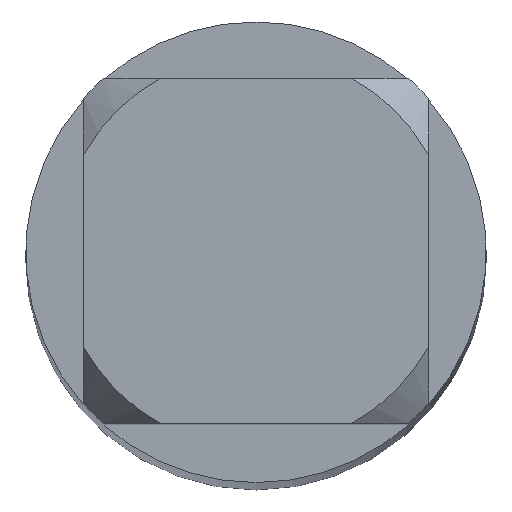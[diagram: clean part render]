
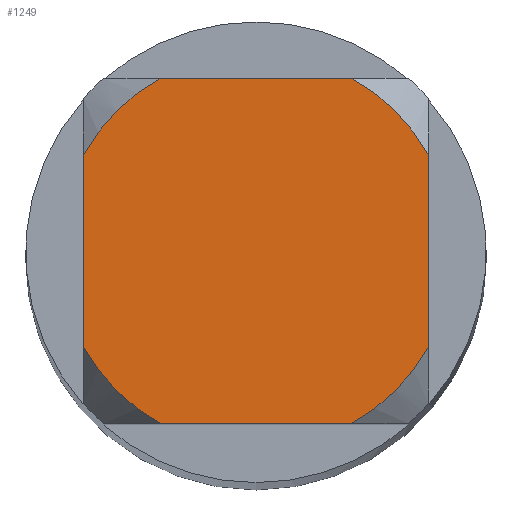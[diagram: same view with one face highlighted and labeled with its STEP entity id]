
A CAD part, top view. The second image highlights one B-rep face of the part: STEP entity #1249.
In plain terms, the highlighted planar face has unit normal (0, 0, 1).
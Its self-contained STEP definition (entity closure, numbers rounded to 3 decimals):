
#1119=VERTEX_POINT('',#3046);
#1209=EDGE_CURVE('',#1403,#2221,#3143,.T.);
#1233=VERTEX_POINT('',#3171);
#1249=ADVANCED_FACE('',(#3190),#3191,.T.);
#1305=VERTEX_POINT('',#3251);
#1331=EDGE_CURVE('',#1793,#1233,#3279,.T.);
#1403=VERTEX_POINT('',#3357);
#1777=EDGE_CURVE('',#1119,#1233,#3770,.T.);
#1793=VERTEX_POINT('',#3786);
#1839=EDGE_CURVE('',#1403,#2569,#3837,.T.);
#2069=EDGE_CURVE('',#2147,#2221,#4087,.T.);
#2147=VERTEX_POINT('',#4169);
#2221=VERTEX_POINT('',#4251);
#2285=EDGE_CURVE('',#1793,#1305,#4323,.T.);
#2569=VERTEX_POINT('',#4635);
#2583=EDGE_CURVE('',#2147,#1305,#4651,.T.);
#2613=EDGE_CURVE('',#1119,#2569,#4682,.T.);
#3046=CARTESIAN_POINT('',(0.581,1.05,0.0));
#3143=CIRCLE('',#5592,1.2);
#3171=CARTESIAN_POINT('',(-0.581,1.05,0.0));
#3190=FACE_OUTER_BOUND('',#5689,.T.);
#3191=PLANE('',#5690);
#3251=CARTESIAN_POINT('',(-1.05,-0.581,0.0));
#3279=CIRCLE('',#5859,1.2);
#3357=CARTESIAN_POINT('',(1.05,-0.581,0.0));
#3770=LINE('',#7078,#7079);
#3786=CARTESIAN_POINT('',(-1.05,0.581,0.0));
#3837=LINE('',#7215,#7216);
#4087=LINE('',#7839,#7840);
#4169=CARTESIAN_POINT('',(-0.581,-1.05,0.0));
#4251=CARTESIAN_POINT('',(0.581,-1.05,0.0));
#4323=LINE('',#8359,#8360);
#4635=CARTESIAN_POINT('',(1.05,0.581,0.0));
#4651=CIRCLE('',#9404,1.2);
#4682=CIRCLE('',#9491,1.2);
#5592=AXIS2_PLACEMENT_3D('',#10283,#10284,#10285);
#5689=EDGE_LOOP('',(#10350,#10351,#10352,#10353,#10354,#10355,#10356,#10357));
#5690=AXIS2_PLACEMENT_3D('',#10358,#10359,#10360);
#5859=AXIS2_PLACEMENT_3D('',#10450,#10451,#10452);
#7078=CARTESIAN_POINT('',(0.0,1.05,0.0));
#7079=VECTOR('',#11006,1.0);
#7215=CARTESIAN_POINT('',(1.05,0.3,0.0));
#7216=VECTOR('',#11089,1.0);
#7839=CARTESIAN_POINT('',(0.0,-1.05,0.0));
#7840=VECTOR('',#11344,1.0);
#8359=CARTESIAN_POINT('',(-1.05,0.3,0.0));
#8360=VECTOR('',#11603,1.0);
#9404=AXIS2_PLACEMENT_3D('',#12087,#12088,#12089);
#9491=AXIS2_PLACEMENT_3D('',#12110,#12111,#12112);
#10283=CARTESIAN_POINT('',(0.0,0.0,0.0));
#10284=DIRECTION('',(0.0,0.0,-1.0));
#10285=DIRECTION('',(0.0,1.0,0.0));
#10350=ORIENTED_EDGE('',*,*,#2285,.T.);
#10351=ORIENTED_EDGE('',*,*,#2583,.F.);
#10352=ORIENTED_EDGE('',*,*,#2069,.T.);
#10353=ORIENTED_EDGE('',*,*,#1209,.F.);
#10354=ORIENTED_EDGE('',*,*,#1839,.T.);
#10355=ORIENTED_EDGE('',*,*,#2613,.F.);
#10356=ORIENTED_EDGE('',*,*,#1777,.T.);
#10357=ORIENTED_EDGE('',*,*,#1331,.F.);
#10358=CARTESIAN_POINT('',(0.0,0.6,0.0));
#10359=DIRECTION('',(-0.0,0.0,1.0));
#10360=DIRECTION('',(0.0,-1.0,0.0));
#10450=CARTESIAN_POINT('',(0.0,0.0,0.0));
#10451=DIRECTION('',(0.0,0.0,-1.0));
#10452=DIRECTION('',(0.0,1.0,0.0));
#11006=DIRECTION('',(-1.0,0.0,0.0));
#11089=DIRECTION('',(-0.0,1.0,0.0));
#11344=DIRECTION('',(1.0,0.0,0.0));
#11603=DIRECTION('',(-0.0,-1.0,0.0));
#12087=CARTESIAN_POINT('',(0.0,0.0,0.0));
#12088=DIRECTION('',(0.0,0.0,-1.0));
#12089=DIRECTION('',(0.0,1.0,0.0));
#12110=CARTESIAN_POINT('',(0.0,0.0,0.0));
#12111=DIRECTION('',(0.0,0.0,-1.0));
#12112=DIRECTION('',(0.0,1.0,0.0));
